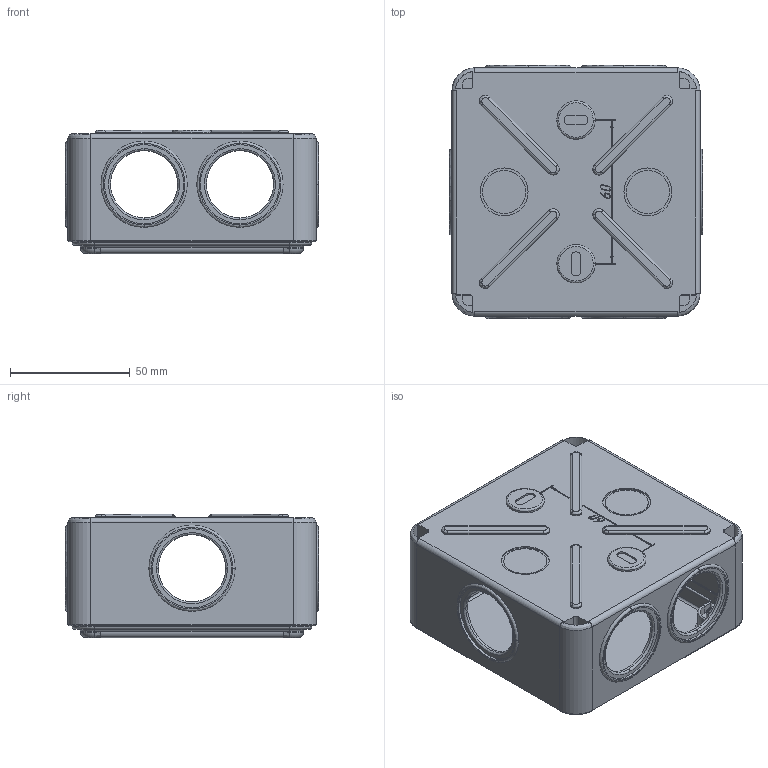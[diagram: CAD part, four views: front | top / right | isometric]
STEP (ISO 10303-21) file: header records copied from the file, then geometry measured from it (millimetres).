
FILE_DESCRIPTION (( 'STEP AP214' ), '1' );
FILE_NAME ('GE41233.STEP', '2021-11-09T09:00:15', ( '' ), ( '' ), 'SwSTEP 2.0', 'SolidWorks 2017', '' );
FILE_SCHEMA (( 'AUTOMOTIVE_DESIGN' ));
Length unit declared in the file: millimetre
Products named in the file (1): GE41233
Bounding box: 105.6 x 105.6 x 51.5 mm (x, y, z)
Volume: 71736.4 mm3; surface area: 89382.2 mm2
Topology: 2 solids, 2 shells, 900 faces, 2222 edges, 1389 vertices
Faces by surface type: plane 415, cylinder 357, bspline 80, torus 44, cone 4
Entity records: 38240 total; most frequent: CARTESIAN_POINT 7314, ORIENTED_EDGE 4428, DIRECTION 4339, EDGE_CURVE 2214, AXIS2_PLACEMENT_3D 1515, VERTEX_POINT 1389, LINE 1309, VECTOR 1309
